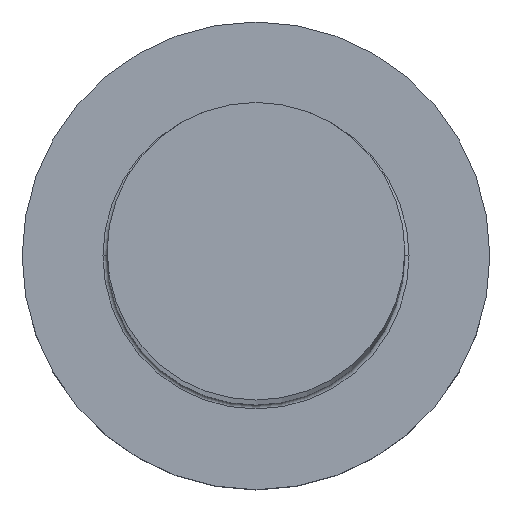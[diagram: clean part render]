
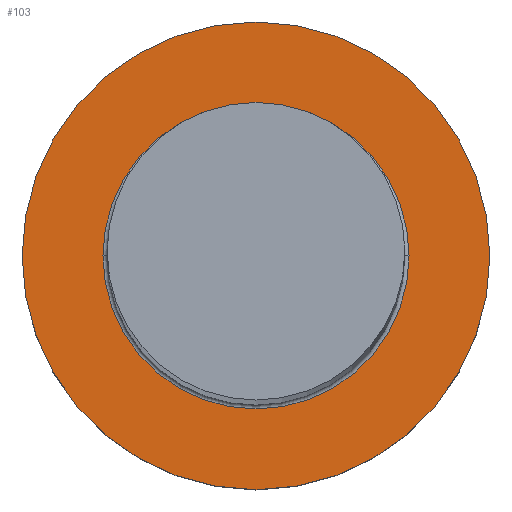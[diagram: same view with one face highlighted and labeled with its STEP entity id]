
A CAD part, top view. The second image highlights one B-rep face of the part: STEP entity #103.
In plain terms, the highlighted planar face has unit normal (0, 0, 1).
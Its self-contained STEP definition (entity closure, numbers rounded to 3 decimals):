
#6 = CARTESIAN_POINT ( 'NONE',  ( -11., 0., 7. ) ) ;
#12 = AXIS2_PLACEMENT_3D ( 'NONE', #228, #27, #146 ) ;
#13 = DIRECTION ( 'NONE',  ( 0., 0., 1. ) ) ;
#20 = VERTEX_POINT ( 'NONE', #165 ) ;
#21 = CARTESIAN_POINT ( 'NONE',  ( -7.2, 0., 7. ) ) ;
#27 = DIRECTION ( 'NONE',  ( 0., 0., 1. ) ) ;
#34 = FACE_OUTER_BOUND ( 'NONE', #188, .T. ) ;
#38 = AXIS2_PLACEMENT_3D ( 'NONE', #68, #40, #46 ) ;
#39 = EDGE_CURVE ( 'NONE', #306, #279, #100, .T. ) ;
#40 = DIRECTION ( 'NONE',  ( 0., 0., -1. ) ) ;
#46 = DIRECTION ( 'NONE',  ( 1., 0., 0. ) ) ;
#50 = ORIENTED_EDGE ( 'NONE', *, *, #39, .T. ) ;
#68 = CARTESIAN_POINT ( 'NONE',  ( 0., 0., 7. ) ) ;
#70 = CIRCLE ( 'NONE', #38, 7.2 ) ;
#73 = DIRECTION ( 'NONE',  ( 1., 0., 0. ) ) ;
#100 = CIRCLE ( 'NONE', #138, 7.2 ) ;
#101 = FACE_BOUND ( 'NONE', #115, .T. ) ;
#103 = ADVANCED_FACE ( 'NONE', ( #101, #34 ), #159, .T. ) ;
#110 = VERTEX_POINT ( 'NONE', #6 ) ;
#115 = EDGE_LOOP ( 'NONE', ( #50, #220 ) ) ;
#119 = AXIS2_PLACEMENT_3D ( 'NONE', #205, #13, #238 ) ;
#120 = DIRECTION ( 'NONE',  ( 1., 0., 0. ) ) ;
#124 = DIRECTION ( 'NONE',  ( 0., 0., -1. ) ) ;
#127 = CIRCLE ( 'NONE', #248, 11. ) ;
#129 = EDGE_CURVE ( 'NONE', #20, #110, #150, .T. ) ;
#138 = AXIS2_PLACEMENT_3D ( 'NONE', #280, #124, #120 ) ;
#146 = DIRECTION ( 'NONE',  ( 1., 0., 0. ) ) ;
#150 = CIRCLE ( 'NONE', #12, 11. ) ;
#159 = PLANE ( 'NONE',  #119 ) ;
#161 = EDGE_CURVE ( 'NONE', #110, #20, #127, .T. ) ;
#165 = CARTESIAN_POINT ( 'NONE',  ( 11., 0., 7. ) ) ;
#187 = CARTESIAN_POINT ( 'NONE',  ( 7.2, 0., 7. ) ) ;
#188 = EDGE_LOOP ( 'NONE', ( #285, #302 ) ) ;
#205 = CARTESIAN_POINT ( 'NONE',  ( 0., 0., 7. ) ) ;
#220 = ORIENTED_EDGE ( 'NONE', *, *, #277, .T. ) ;
#221 = CARTESIAN_POINT ( 'NONE',  ( 0., 0., 7. ) ) ;
#228 = CARTESIAN_POINT ( 'NONE',  ( 0., 0., 7. ) ) ;
#238 = DIRECTION ( 'NONE',  ( 1., 0., 0. ) ) ;
#248 = AXIS2_PLACEMENT_3D ( 'NONE', #221, #249, #73 ) ;
#249 = DIRECTION ( 'NONE',  ( 0., 0., 1. ) ) ;
#277 = EDGE_CURVE ( 'NONE', #279, #306, #70, .T. ) ;
#279 = VERTEX_POINT ( 'NONE', #21 ) ;
#280 = CARTESIAN_POINT ( 'NONE',  ( 0., 0., 7. ) ) ;
#285 = ORIENTED_EDGE ( 'NONE', *, *, #161, .T. ) ;
#302 = ORIENTED_EDGE ( 'NONE', *, *, #129, .T. ) ;
#306 = VERTEX_POINT ( 'NONE', #187 ) ;
